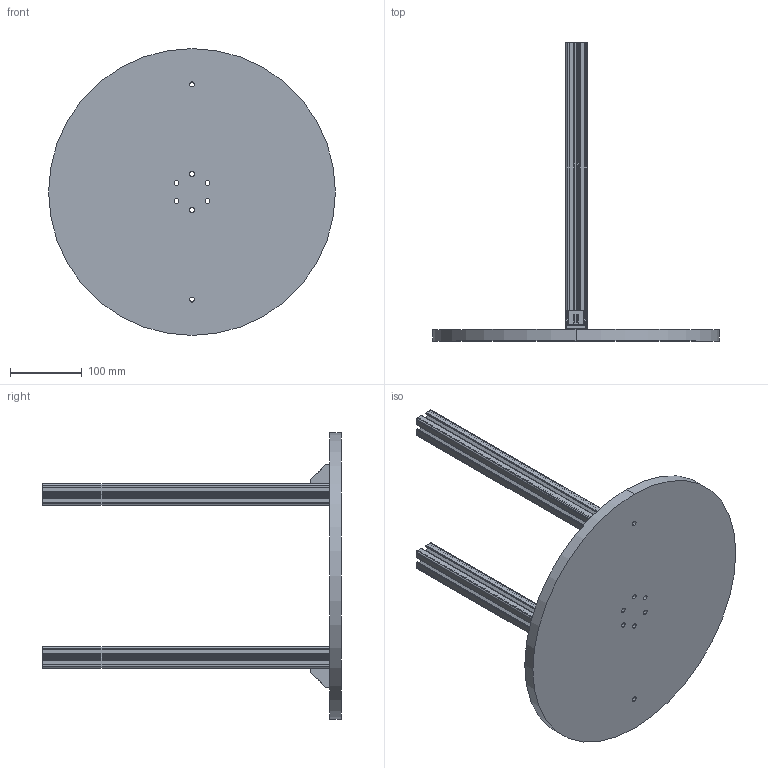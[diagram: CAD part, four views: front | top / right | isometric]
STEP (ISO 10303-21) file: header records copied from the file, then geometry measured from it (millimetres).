
FILE_DESCRIPTION (( 'STEP AP214' ), '1' );
FILE_NAME ('baleka_spine_frame_assem.STEP', '2025-06-13T09:40:04', ( '' ), ( '' ), 'SwSTEP 2.0', 'SolidWorks 2024', '' );
FILE_SCHEMA (( 'AUTOMOTIVE_DESIGN' ));
Length unit declared in the file: millimetre
Products named in the file (4): boom_plate_mod; FramingTechnology-GS30; al_extrusion_frame_30T30_400_Default<As Machined>; baleka_spine_frame_assem
Assembly tree (5 placements, depth 2):
  baleka_spine_frame_assem
    boom_plate_mod
    al_extrusion_frame_30T30_400_Default<As Machined>  x2
    FramingTechnology-GS30  x2
Bounding box: 400 x 416 x 400 mm (x, y, z)
Volume: 2261314.2 mm3; surface area: 551733.7 mm2
Topology: 5 solids, 5 shells, 852 faces, 2392 edges, 1560 vertices
Faces by surface type: cylinder 406, plane 406, bspline 20, torus 20
Entity records: 14520 total; most frequent: CARTESIAN_POINT 2901, ORIENTED_EDGE 2446, DIRECTION 2437, EDGE_CURVE 1223, AXIS2_PLACEMENT_3D 830, VERTEX_POINT 798, VECTOR 777, LINE 777
